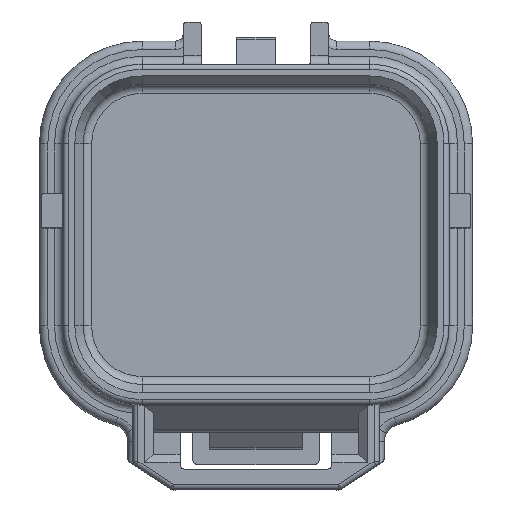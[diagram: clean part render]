
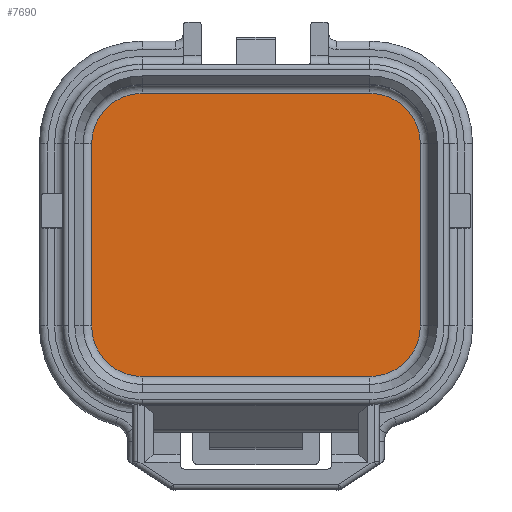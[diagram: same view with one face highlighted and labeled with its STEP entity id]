
A CAD part, top view. The second image highlights one B-rep face of the part: STEP entity #7690.
In plain terms, the highlighted planar face has unit normal (0, 0, 1).
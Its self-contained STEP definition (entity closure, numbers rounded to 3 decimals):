
#152=PLANE('',#8645);
#752=FACE_OUTER_BOUND('',#1238,.T.);
#1238=EDGE_LOOP('',(#6832,#6833,#6834,#6835,#6836,#6837,#6838,#6839));
#1892=LINE('',#14390,#2459);
#1894=LINE('',#14400,#2461);
#1896=LINE('',#14412,#2463);
#1897=LINE('',#14419,#2464);
#2459=VECTOR('',#10969,10.);
#2461=VECTOR('',#10981,10.);
#2463=VECTOR('',#10995,10.);
#2464=VECTOR('',#11006,10.);
#2936=CIRCLE('',#8623,3.);
#2940=CIRCLE('',#8629,3.);
#2944=CIRCLE('',#8635,3.);
#2948=CIRCLE('',#8641,3.);
#3608=VERTEX_POINT('',#14382);
#3609=VERTEX_POINT('',#14384);
#3610=VERTEX_POINT('',#14388);
#3611=VERTEX_POINT('',#14392);
#3612=VERTEX_POINT('',#14396);
#3614=VERTEX_POINT('',#14402);
#3616=VERTEX_POINT('',#14408);
#3618=VERTEX_POINT('',#14414);
#4707=EDGE_CURVE('',#3608,#3609,#2936,.T.);
#4710=EDGE_CURVE('',#3609,#3610,#1892,.T.);
#4712=EDGE_CURVE('',#3610,#3611,#2940,.T.);
#4715=EDGE_CURVE('',#3611,#3612,#1894,.T.);
#4718=EDGE_CURVE('',#3612,#3614,#2944,.T.);
#4721=EDGE_CURVE('',#3614,#3616,#1896,.T.);
#4724=EDGE_CURVE('',#3616,#3618,#2948,.T.);
#4725=EDGE_CURVE('',#3618,#3608,#1897,.T.);
#6832=ORIENTED_EDGE('',*,*,#4707,.F.);
#6833=ORIENTED_EDGE('',*,*,#4725,.F.);
#6834=ORIENTED_EDGE('',*,*,#4724,.F.);
#6835=ORIENTED_EDGE('',*,*,#4721,.F.);
#6836=ORIENTED_EDGE('',*,*,#4718,.F.);
#6837=ORIENTED_EDGE('',*,*,#4715,.F.);
#6838=ORIENTED_EDGE('',*,*,#4712,.F.);
#6839=ORIENTED_EDGE('',*,*,#4710,.F.);
#7690=ADVANCED_FACE('',(#752),#152,.T.);
#8623=AXIS2_PLACEMENT_3D('',#14385,#10961,#10962);
#8629=AXIS2_PLACEMENT_3D('',#14394,#10974,#10975);
#8635=AXIS2_PLACEMENT_3D('',#14406,#10988,#10989);
#8641=AXIS2_PLACEMENT_3D('',#14417,#11002,#11003);
#8645=AXIS2_PLACEMENT_3D('',#14424,#11013,#11014);
#10961=DIRECTION('center_axis',(0.,0.,-1.));
#10962=DIRECTION('ref_axis',(-0.707,0.707,0.));
#10969=DIRECTION('',(1.,0.,0.));
#10974=DIRECTION('center_axis',(0.,0.,-1.));
#10975=DIRECTION('ref_axis',(0.707,0.707,0.));
#10981=DIRECTION('',(0.,-1.,0.));
#10988=DIRECTION('center_axis',(0.,0.,-1.));
#10989=DIRECTION('ref_axis',(0.707,-0.707,0.));
#10995=DIRECTION('',(-1.,0.,0.));
#11002=DIRECTION('center_axis',(0.,0.,-1.));
#11003=DIRECTION('ref_axis',(-0.707,-0.707,0.));
#11006=DIRECTION('',(0.,1.,0.));
#11013=DIRECTION('center_axis',(0.,0.,1.));
#11014=DIRECTION('ref_axis',(1.,0.,0.));
#14382=CARTESIAN_POINT('',(1.7,15.5,0.));
#14384=CARTESIAN_POINT('',(4.7,18.5,0.));
#14385=CARTESIAN_POINT('Origin',(4.7,15.5,0.));
#14388=CARTESIAN_POINT('',(18.2,18.5,0.));
#14390=CARTESIAN_POINT('',(8.075,18.5,0.));
#14392=CARTESIAN_POINT('',(21.2,15.5,0.));
#14394=CARTESIAN_POINT('Origin',(18.2,15.5,0.));
#14396=CARTESIAN_POINT('',(21.2,4.7,0.));
#14400=CARTESIAN_POINT('',(21.2,12.8,0.));
#14402=CARTESIAN_POINT('',(18.2,1.7,0.));
#14406=CARTESIAN_POINT('Origin',(18.2,4.7,0.));
#14408=CARTESIAN_POINT('',(4.7,1.7,0.));
#14412=CARTESIAN_POINT('',(14.825,1.7,0.));
#14414=CARTESIAN_POINT('',(1.7,4.7,0.));
#14417=CARTESIAN_POINT('Origin',(4.7,4.7,0.));
#14419=CARTESIAN_POINT('',(1.7,7.4,0.));
#14424=CARTESIAN_POINT('Origin',(11.45,10.1,0.));
